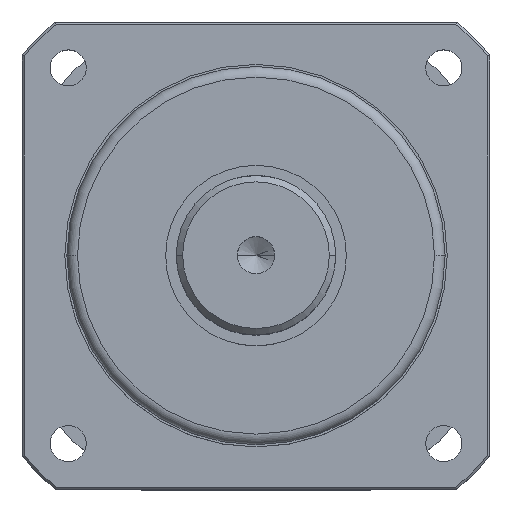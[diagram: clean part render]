
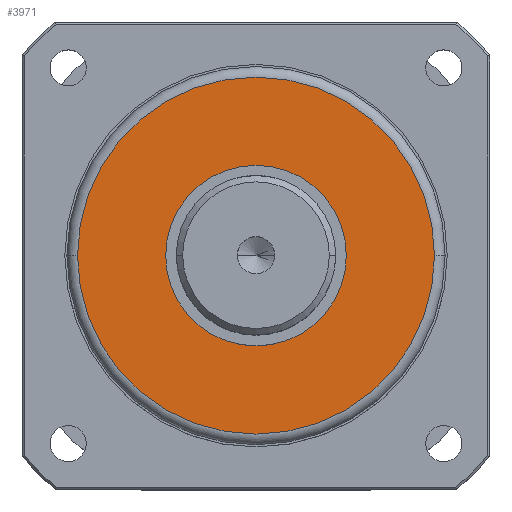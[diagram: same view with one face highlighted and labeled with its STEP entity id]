
A CAD part, top view. The second image highlights one B-rep face of the part: STEP entity #3971.
In plain terms, the highlighted planar face has unit normal (0, 0, 1).
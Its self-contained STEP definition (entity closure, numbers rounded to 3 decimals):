
#201 = CIRCLE ( 'NONE', #295, 42.5 ) ;
#228 = CARTESIAN_POINT ( 'NONE',  ( 0., 0., 55. ) ) ;
#295 = AXIS2_PLACEMENT_3D ( 'NONE', #3558, #2575, #1692 ) ;
#539 = AXIS2_PLACEMENT_3D ( 'NONE', #976, #1338, #3967 ) ;
#600 = PLANE ( 'NONE',  #539 ) ;
#616 = DIRECTION ( 'NONE',  ( 1., 0., 0. ) ) ;
#666 = VERTEX_POINT ( 'NONE', #3150 ) ;
#682 = DIRECTION ( 'NONE',  ( 0., 0., 1. ) ) ;
#968 = DIRECTION ( 'NONE',  ( 0., 0., 1. ) ) ;
#976 = CARTESIAN_POINT ( 'NONE',  ( 0., 0., 55. ) ) ;
#1056 = FACE_OUTER_BOUND ( 'NONE', #4667, .T. ) ;
#1237 = DIRECTION ( 'NONE',  ( 1., 0., 0. ) ) ;
#1248 = EDGE_CURVE ( 'NONE', #4406, #2511, #201, .T. ) ;
#1303 = ORIENTED_EDGE ( 'NONE', *, *, #1248, .F. ) ;
#1338 = DIRECTION ( 'NONE',  ( 0., 0., 1. ) ) ;
#1373 = EDGE_CURVE ( 'NONE', #2511, #4406, #1467, .T. ) ;
#1467 = CIRCLE ( 'NONE', #2544, 42.5 ) ;
#1652 = CIRCLE ( 'NONE', #2742, 84. ) ;
#1692 = DIRECTION ( 'NONE',  ( 1., 0., 0. ) ) ;
#2177 = ORIENTED_EDGE ( 'NONE', *, *, #2946, .T. ) ;
#2479 = EDGE_CURVE ( 'NONE', #666, #3586, #4404, .T. ) ;
#2511 = VERTEX_POINT ( 'NONE', #4046 ) ;
#2544 = AXIS2_PLACEMENT_3D ( 'NONE', #4237, #968, #1237 ) ;
#2575 = DIRECTION ( 'NONE',  ( 0., 0., 1. ) ) ;
#2675 = AXIS2_PLACEMENT_3D ( 'NONE', #2898, #682, #3283 ) ;
#2742 = AXIS2_PLACEMENT_3D ( 'NONE', #228, #2829, #616 ) ;
#2829 = DIRECTION ( 'NONE',  ( 0., 0., 1. ) ) ;
#2898 = CARTESIAN_POINT ( 'NONE',  ( 0., 0., 55. ) ) ;
#2946 = EDGE_CURVE ( 'NONE', #3586, #666, #1652, .T. ) ;
#3145 = FACE_BOUND ( 'NONE', #3524, .T. ) ;
#3150 = CARTESIAN_POINT ( 'NONE',  ( 84., 0., 55. ) ) ;
#3283 = DIRECTION ( 'NONE',  ( 1., 0., 0. ) ) ;
#3482 = CARTESIAN_POINT ( 'NONE',  ( 42.5, 0., 55. ) ) ;
#3524 = EDGE_LOOP ( 'NONE', ( #4616, #1303 ) ) ;
#3558 = CARTESIAN_POINT ( 'NONE',  ( 0., 0., 55. ) ) ;
#3586 = VERTEX_POINT ( 'NONE', #4823 ) ;
#3967 = DIRECTION ( 'NONE',  ( 1., 0., 0. ) ) ;
#3971 = ADVANCED_FACE ( 'NONE', ( #1056, #3145 ), #600, .T. ) ;
#4046 = CARTESIAN_POINT ( 'NONE',  ( -42.5, 0., 55. ) ) ;
#4237 = CARTESIAN_POINT ( 'NONE',  ( 0., 0., 55. ) ) ;
#4300 = ORIENTED_EDGE ( 'NONE', *, *, #2479, .T. ) ;
#4404 = CIRCLE ( 'NONE', #2675, 84. ) ;
#4406 = VERTEX_POINT ( 'NONE', #3482 ) ;
#4616 = ORIENTED_EDGE ( 'NONE', *, *, #1373, .F. ) ;
#4667 = EDGE_LOOP ( 'NONE', ( #4300, #2177 ) ) ;
#4823 = CARTESIAN_POINT ( 'NONE',  ( -84., 0., 55. ) ) ;
